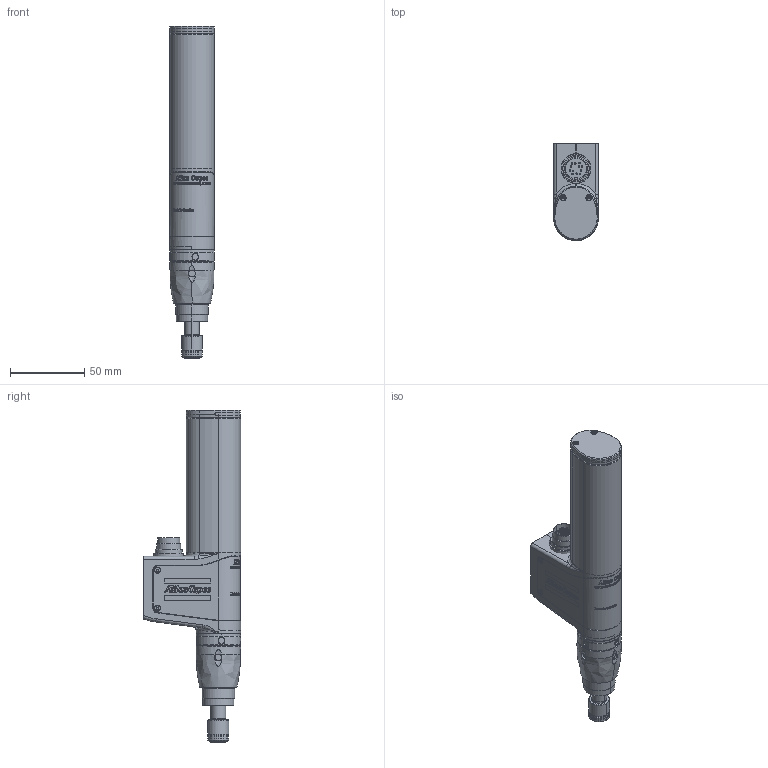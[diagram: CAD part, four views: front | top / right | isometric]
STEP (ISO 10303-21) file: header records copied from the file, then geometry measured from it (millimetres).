
FILE_DESCRIPTION((''),'2;1');
FILE_NAME('4224300213_ASM','2018-04-09T',('toocsr'),(''),'CREO PARAMETRIC BY PTC INC, 2016260','CREO PARAMETRIC BY PTC INC, 2016260','');
FILE_SCHEMA(('CONFIG_CONTROL_DESIGN','GEOMETRIC_VALIDATION_PROPERTIES_MIM'));
Products named in the file (24): 4216253400; 4216253601; 4216256600; 0993000295_SPEC_3; 4216239420_AF0_ASM; 4216239480_ASM; 4216239481_ASM; 4216242774; 4216242776; 4224300149_ASM; 4216239704; 4216249505; 4216239602; 0502110042; 0335350142; 4090030600; 4216194300; 4224300220_ASM; 4216261300; 4216261600; 4224300176_ASM; 0219110036; 0219110066; 4224300213_ASM
Assembly tree (27 placements, depth 5):
  4224300213_ASM
    4216253400
    4216253601
    4216256600
    4216239481_ASM
      4216239480_ASM
        4216239420_AF0_ASM
          0993000295_SPEC_3
    4224300149_ASM
      4216242774
      4216242776
    4224300220_ASM
      4216239704
      4216249505
      4216239602
      0502110042
      0335350142
      4090030600
      4216194300
    4224300176_ASM
      4216261300
      4216261600
    0219110036  x4
    0219110066  x2
Bounding box: 30 x 65.5 x 224.1 mm (x, y, z)
Volume: 66889.4 mm3; surface area: 69738 mm2
Topology: 21 solids, 84 shells, 1494 faces, 4465 edges, 3104 vertices
Faces by surface type: cylinder 629, plane 392, cone 269, torus 89, bspline 83, sphere 32
Entity records: 71912 total; most frequent: CARTESIAN_POINT 18939, ORIENTED_EDGE 7477, DIRECTION 7382, PRESENTATION_STYLE_ASSIGNMENT 4372, EDGE_CURVE 4179, STYLED_ITEM 4149, CURVE_STYLE 4123, VERTEX_POINT 2948
